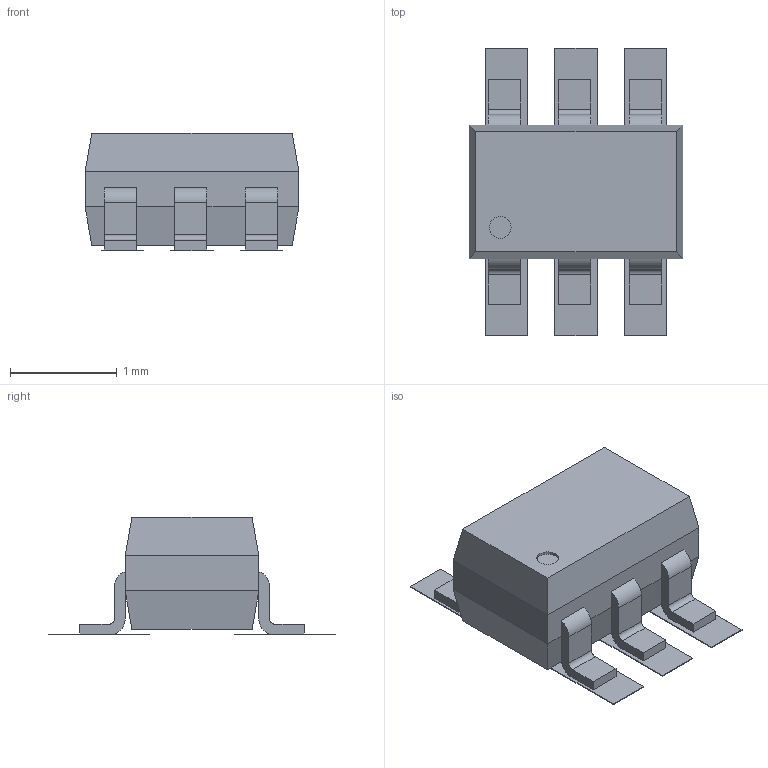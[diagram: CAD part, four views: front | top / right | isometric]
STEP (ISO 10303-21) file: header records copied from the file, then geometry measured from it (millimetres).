
FILE_DESCRIPTION (( 'STEP AP203' ), '1' );
FILE_NAME ('300-0402-000_1.step_Default_sldprt.STEP', '2020-11-13T20:12:02', ( '' ), ( '' ), 'SwSTEP 2.0', 'SolidWorks 2019', '' );
FILE_SCHEMA (( 'CONFIG_CONTROL_DESIGN' ));
Length unit declared in the file: inch
Products named in the file (1): 300-0402-000_1.step_Default_sldprt
Bounding box: 2 x 2.69 x 1.1 mm (x, y, z)
Volume: 2.6 mm3; surface area: 18.2 mm2
Topology: 1 solids, 1 shells, 107 faces, 274 edges, 176 vertices
Faces by surface type: plane 87, cylinder 20
Entity records: 3267 total; most frequent: CARTESIAN_POINT 558, ORIENTED_EDGE 548, DIRECTION 530, EDGE_CURVE 274, VECTOR 234, LINE 234, VERTEX_POINT 176, AXIS2_PLACEMENT_3D 148
